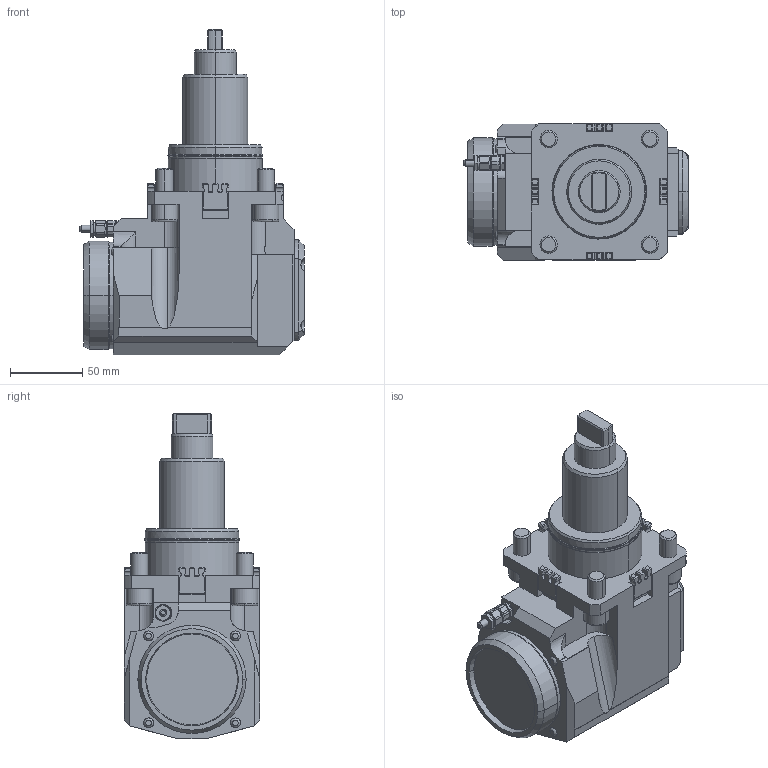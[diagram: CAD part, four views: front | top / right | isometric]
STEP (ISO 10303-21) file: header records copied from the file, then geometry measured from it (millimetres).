
FILE_DESCRIPTION(('HOOPS Exchange Step'),'2;1');
FILE_NAME('Modelcomposition.stp','2024-05-28T19:43:01+00:00',('toolarena-modelservice-ewspro'),('Unknown organisation'),'HOOPS Exchange 2021.2','HOOPS Exchange','Unknown authorisation');
FILE_SCHEMA( ('AP242_MANAGED_MODEL_BASED_3D_ENGINEERING_MIM_LF {1 0 10303 442 1 1 4 }') );
Length unit declared in the file: millimetre
Products named in the file (1): EWS_225998_DIN4003
Bounding box: 155.1 x 94 x 225 mm (x, y, z)
Volume: 1380711.7 mm3; surface area: 99740.3 mm2
Topology: 1 solids, 1 shells, 529 faces, 1386 edges, 883 vertices
Faces by surface type: plane 321, cylinder 130, cone 54, torus 20, bspline 4
Entity records: 16414 total; most frequent: CARTESIAN_POINT 3115, DIRECTION 2842, ORIENTED_EDGE 2772, EDGE_CURVE 1386, AXIS2_PLACEMENT_3D 990, VERTEX_POINT 883, VECTOR 862, LINE 862
